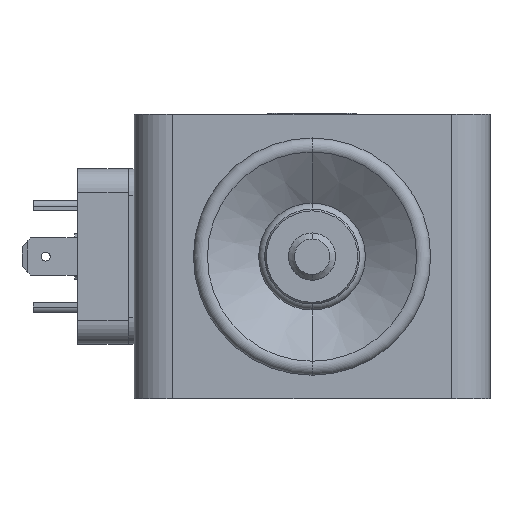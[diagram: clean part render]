
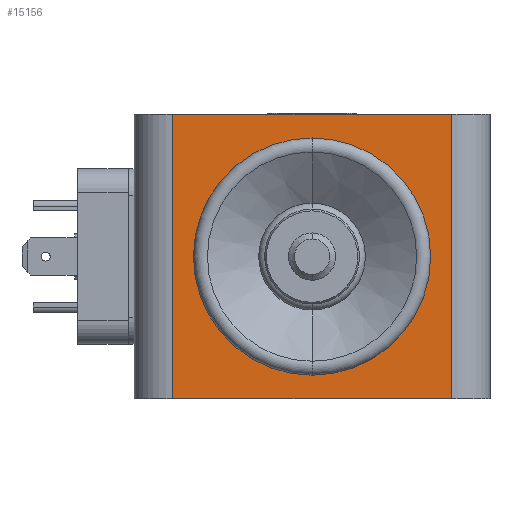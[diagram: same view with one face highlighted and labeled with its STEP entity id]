
A CAD part, left-side view. The second image highlights one B-rep face of the part: STEP entity #15156.
In plain terms, the highlighted planar face has unit normal (-1, 0, 0).
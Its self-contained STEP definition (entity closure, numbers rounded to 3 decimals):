
#363 = CARTESIAN_POINT ( 'NONE',  ( -37.5, -8., 0. ) ) ;
#425 = EDGE_CURVE ( 'NONE', #15425, #1197, #11934, .T. ) ;
#828 = EDGE_CURVE ( 'NONE', #3877, #6668, #9572, .T. ) ;
#1130 = VECTOR ( 'NONE', #12716, 1000. ) ;
#1197 = VERTEX_POINT ( 'NONE', #4114 ) ;
#1274 = AXIS2_PLACEMENT_3D ( 'NONE', #1998, #7086, #10628 ) ;
#1475 = CARTESIAN_POINT ( 'NONE',  ( -37.5, 23.5, -24. ) ) ;
#1766 = ORIENTED_EDGE ( 'NONE', *, *, #13832, .F. ) ;
#1998 = CARTESIAN_POINT ( 'NONE',  ( -37.5, 23.5, 24. ) ) ;
#2169 = ORIENTED_EDGE ( 'NONE', *, *, #5835, .T. ) ;
#2813 = CIRCLE ( 'NONE', #15932, 8. ) ;
#2838 = LINE ( 'NONE', #12351, #12889 ) ;
#3877 = VERTEX_POINT ( 'NONE', #1475 ) ;
#4052 = EDGE_LOOP ( 'NONE', ( #12943, #4857 ) ) ;
#4114 = CARTESIAN_POINT ( 'NONE',  ( -37.5, 8., 0. ) ) ;
#4456 = LINE ( 'NONE', #12491, #1130 ) ;
#4515 = FACE_OUTER_BOUND ( 'NONE', #9849, .T. ) ;
#4857 = ORIENTED_EDGE ( 'NONE', *, *, #14041, .F. ) ;
#5410 = VERTEX_POINT ( 'NONE', #10384 ) ;
#5671 = PLANE ( 'NONE',  #1274 ) ;
#5835 = EDGE_CURVE ( 'NONE', #6455, #3877, #4456, .T. ) ;
#6094 = VECTOR ( 'NONE', #13759, 1000. ) ;
#6455 = VERTEX_POINT ( 'NONE', #10291 ) ;
#6668 = VERTEX_POINT ( 'NONE', #13505 ) ;
#7086 = DIRECTION ( 'NONE',  ( 1., 0., 0. ) ) ;
#7180 = EDGE_CURVE ( 'NONE', #6455, #5410, #2838, .T. ) ;
#7442 = LINE ( 'NONE', #13918, #6094 ) ;
#9179 = VECTOR ( 'NONE', #12835, 1000. ) ;
#9572 = LINE ( 'NONE', #15299, #9179 ) ;
#9669 = AXIS2_PLACEMENT_3D ( 'NONE', #11508, #13912, #12774 ) ;
#9849 = EDGE_LOOP ( 'NONE', ( #10943, #1766, #14612, #2169 ) ) ;
#10000 = DIRECTION ( 'NONE',  ( 0., -1., 0. ) ) ;
#10291 = CARTESIAN_POINT ( 'NONE',  ( -37.5, 23.5, 24. ) ) ;
#10384 = CARTESIAN_POINT ( 'NONE',  ( -37.5, -23.5, 24. ) ) ;
#10628 = DIRECTION ( 'NONE',  ( 0., 1., 0. ) ) ;
#10943 = ORIENTED_EDGE ( 'NONE', *, *, #828, .T. ) ;
#11048 = FACE_BOUND ( 'NONE', #4052, .T. ) ;
#11508 = CARTESIAN_POINT ( 'NONE',  ( -37.5, 0., 0. ) ) ;
#11934 = CIRCLE ( 'NONE', #9669, 8. ) ;
#12351 = CARTESIAN_POINT ( 'NONE',  ( -37.5, 23.5, 24. ) ) ;
#12491 = CARTESIAN_POINT ( 'NONE',  ( -37.5, 23.5, 24. ) ) ;
#12716 = DIRECTION ( 'NONE',  ( 0., 0., -1. ) ) ;
#12774 = DIRECTION ( 'NONE',  ( 0., -1., 0. ) ) ;
#12835 = DIRECTION ( 'NONE',  ( 0., -1., 0. ) ) ;
#12889 = VECTOR ( 'NONE', #10000, 1000. ) ;
#12943 = ORIENTED_EDGE ( 'NONE', *, *, #425, .F. ) ;
#13111 = CARTESIAN_POINT ( 'NONE',  ( -37.5, 0., 0. ) ) ;
#13505 = CARTESIAN_POINT ( 'NONE',  ( -37.5, -23.5, -24. ) ) ;
#13759 = DIRECTION ( 'NONE',  ( 0., 0., -1. ) ) ;
#13832 = EDGE_CURVE ( 'NONE', #5410, #6668, #7442, .T. ) ;
#13912 = DIRECTION ( 'NONE',  ( -1., 0., 0. ) ) ;
#13918 = CARTESIAN_POINT ( 'NONE',  ( -37.5, -23.5, 24. ) ) ;
#14041 = EDGE_CURVE ( 'NONE', #1197, #15425, #2813, .T. ) ;
#14290 = DIRECTION ( 'NONE',  ( -1., 0., 0. ) ) ;
#14612 = ORIENTED_EDGE ( 'NONE', *, *, #7180, .F. ) ;
#15156 = ADVANCED_FACE ( 'NONE', ( #11048, #4515 ), #5671, .F. ) ;
#15299 = CARTESIAN_POINT ( 'NONE',  ( -37.5, 23.5, -24. ) ) ;
#15425 = VERTEX_POINT ( 'NONE', #363 ) ;
#15516 = DIRECTION ( 'NONE',  ( 0., -1., 0. ) ) ;
#15932 = AXIS2_PLACEMENT_3D ( 'NONE', #13111, #14290, #15516 ) ;
